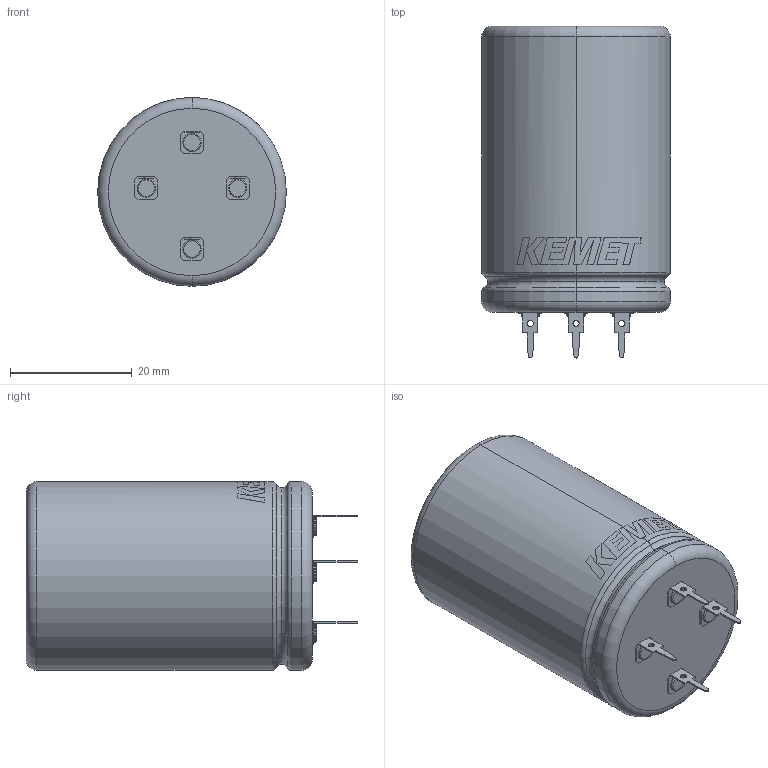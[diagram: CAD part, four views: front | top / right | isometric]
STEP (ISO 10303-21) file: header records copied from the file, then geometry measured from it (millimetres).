
FILE_DESCRIPTION (( 'STEP AP214' ), '1' );
FILE_NAME ('CARS4_D31L47LL7.5S7.5F1.3.STEP', '2016-07-21T18:54:56', ( '' ), ( '' ), 'SwSTEP 2.0', 'SolidWorks 2014', '' );
FILE_SCHEMA (( 'AUTOMOTIVE_DESIGN' ));
Length unit declared in the file: millimetre
Products named in the file (4): CARS4_D31L47LL7.5S7.5F1.3; Terminal_SolderTag7.5; Terminal_Rivet; Can4_3
Assembly tree (9 placements, depth 2):
  CARS4_D31L47LL7.5S7.5F1.3
    Can4_3
    Terminal_Rivet  x4
    Terminal_SolderTag7.5  x4
Bounding box: 31 x 54.5 x 31 mm (x, y, z)
Volume: 35252.7 mm3; surface area: 6376.1 mm2
Topology: 9 solids, 9 shells, 230 faces, 588 edges, 382 vertices
Faces by surface type: plane 113, cylinder 59, bspline 30, torus 28
Entity records: 4473 total; most frequent: CARTESIAN_POINT 1092, ORIENTED_EDGE 588, DIRECTION 485, EDGE_CURVE 294, AXIS2_PLACEMENT_3D 207, VERTEX_POINT 190, EDGE_LOOP 120, FACE_OUTER_BOUND 113
